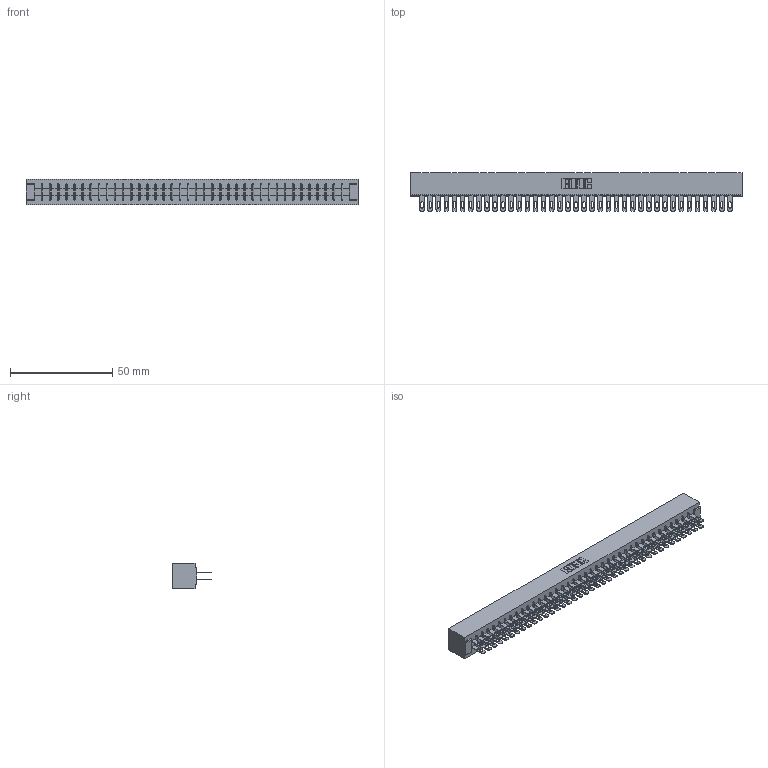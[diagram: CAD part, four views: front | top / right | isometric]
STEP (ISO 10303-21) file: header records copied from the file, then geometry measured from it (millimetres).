
FILE_DESCRIPTION (( 'STEP AP203' ), '1' );
FILE_NAME ('315-078-500-201.STEP', '2019-09-10T22:39:50', ( '' ), ( '' ), 'SwSTEP 2.0', 'SolidWorks 2016', '' );
FILE_SCHEMA (( 'CONFIG_CONTROL_DESIGN' ));
Length unit declared in the file: inch
Products named in the file (3): 305 Part_No Mounting; 305-290-001_500; 315-078-500-201
Assembly tree (79 placements, depth 2):
  315-078-500-201
    305 Part_No Mounting
    305-290-001_500  x78
Bounding box: 162.41 x 18.85 x 12.7 mm (x, y, z)
Volume: 17652.5 mm3; surface area: 24318.2 mm2
Topology: 79 solids, 79 shells, 4008 faces, 11485 edges, 7446 vertices
Faces by surface type: plane 2248, cylinder 1604, sphere 156
Entity records: 42336 total; most frequent: CARTESIAN_POINT 7003, ORIENTED_EDGE 6950, DIRECTION 6777, EDGE_CURVE 3475, LINE 2809, VECTOR 2809, VERTEX_POINT 2210, AXIS2_PLACEMENT_3D 1984
